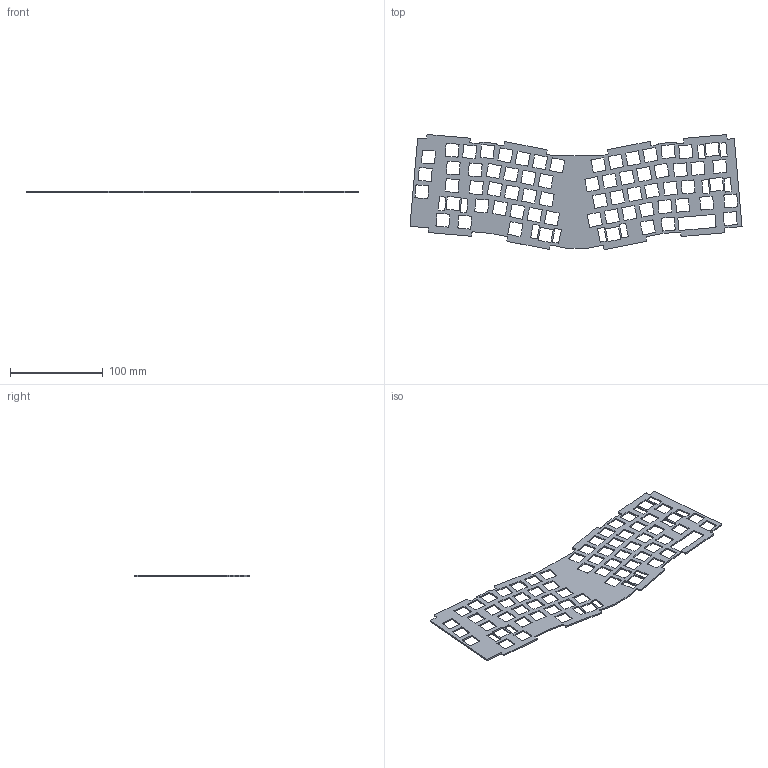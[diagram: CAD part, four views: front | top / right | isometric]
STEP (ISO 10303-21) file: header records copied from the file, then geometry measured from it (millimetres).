
FILE_DESCRIPTION(/* description */ (''),/* implementation_level */ '2;1');
FILE_NAME(/* name */ 'Plate.step',/* time_stamp */ '2023-03-29T17:27:08+08:00',/* author */ (''),/* organization */ (''),/* preprocessor_version */ 'ST-DEVELOPER v19.2',/* originating_system */ 'Autodesk Translation Framework v11.17.0.187',/* authorisation */ '');
FILE_SCHEMA (('AUTOMOTIVE_DESIGN { 1 0 10303 214 3 1 1 }'));
Length unit declared in the file: millimetre
Products named in the file (1): Plate
Bounding box: 358.67 x 124.23 x 1.5 mm (x, y, z)
Volume: 32011.1 mm3; surface area: 50399.1 mm2
Topology: 1 solids, 1 shells, 710 faces, 2124 edges, 1416 vertices
Faces by surface type: plane 358, cylinder 352
Entity records: 24433 total; most frequent: CARTESIAN_POINT 4251, DIRECTION 4250, ORIENTED_EDGE 4248, EDGE_CURVE 2124, LINE 1420, VECTOR 1420, VERTEX_POINT 1416, AXIS2_PLACEMENT_3D 1415
